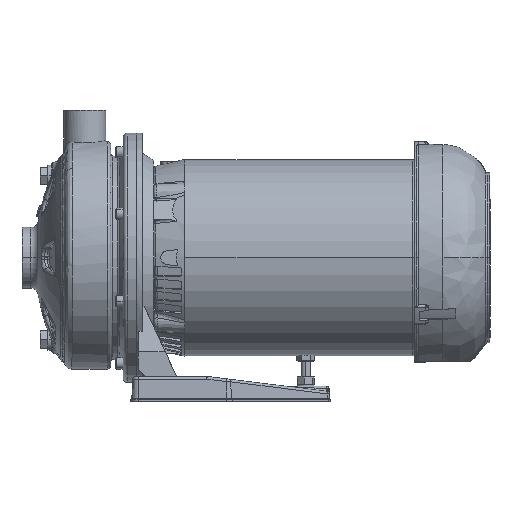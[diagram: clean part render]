
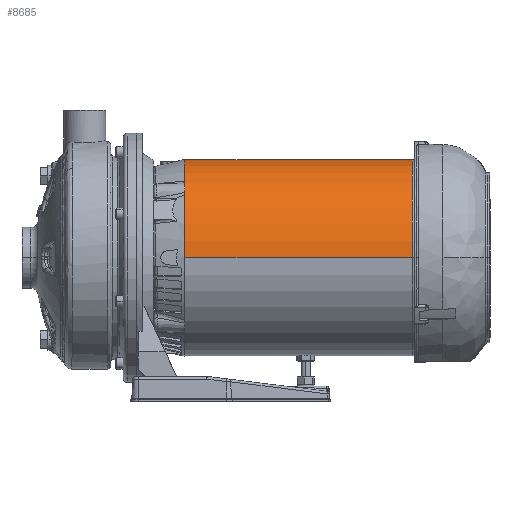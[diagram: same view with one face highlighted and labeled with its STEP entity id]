
A CAD part, top view. The second image highlights one B-rep face of the part: STEP entity #8685.
In plain terms, the highlighted cylindrical face has radius 81.875 mm (diameter 163.75 mm), a partial arc.
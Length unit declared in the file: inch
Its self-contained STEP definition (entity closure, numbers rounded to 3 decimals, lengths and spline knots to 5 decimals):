
#28 = DIRECTION ( 'NONE',  ( -1., 0., 0. ) ) ;
#3133 = DIRECTION ( 'NONE',  ( 1., 0., 0. ) ) ;
#4293 = CARTESIAN_POINT ( 'NONE',  ( -20.89508, -0.54838, 0. ) ) ;
#5922 = EDGE_LOOP ( 'NONE', ( #29406, #38438, #69007, #9997 ) ) ;
#6159 = AXIS2_PLACEMENT_3D ( 'NONE', #40832, #28, #27361 ) ;
#8685 = ADVANCED_FACE ( 'NONE', ( #38344 ), #65741, .T. ) ;
#9997 = ORIENTED_EDGE ( 'NONE', *, *, #53433, .F. ) ;
#12718 = DIRECTION ( 'NONE',  ( 1., 0., 0. ) ) ;
#22636 = EDGE_CURVE ( 'NONE', #74566, #28636, #44805, .T. ) ;
#23800 = DIRECTION ( 'NONE',  ( 1., 0., 0. ) ) ;
#26930 = VECTOR ( 'NONE', #12718, 39.37008 ) ;
#26962 = VERTEX_POINT ( 'NONE', #53835 ) ;
#27361 = DIRECTION ( 'NONE',  ( 0., 0., -1. ) ) ;
#28636 = VERTEX_POINT ( 'NONE', #86429 ) ;
#29404 = AXIS2_PLACEMENT_3D ( 'NONE', #4293, #31618, #59008 ) ;
#29406 = ORIENTED_EDGE ( 'NONE', *, *, #70097, .T. ) ;
#30469 = DIRECTION ( 'NONE',  ( 0., 0., -1. ) ) ;
#31618 = DIRECTION ( 'NONE',  ( 1., 0., 0. ) ) ;
#33474 = AXIS2_PLACEMENT_3D ( 'NONE', #64593, #3133, #30469 ) ;
#38344 = FACE_OUTER_BOUND ( 'NONE', #5922, .T. ) ;
#38438 = ORIENTED_EDGE ( 'NONE', *, *, #49915, .T. ) ;
#40832 = CARTESIAN_POINT ( 'NONE',  ( 7.92892, -0.54838, 0. ) ) ;
#44805 = CIRCLE ( 'NONE', #6159, 3.22343 ) ;
#46778 = LINE ( 'NONE', #74175, #26930 ) ;
#49915 = EDGE_CURVE ( 'NONE', #26962, #74566, #46778, .T. ) ;
#51890 = CARTESIAN_POINT ( 'NONE',  ( 7.92892, -0.54838, 3.22343 ) ) ;
#53433 = EDGE_CURVE ( 'NONE', #55673, #28636, #57926, .T. ) ;
#53835 = CARTESIAN_POINT ( 'NONE',  ( 0.4486, -0.54838, 3.22343 ) ) ;
#55478 = CARTESIAN_POINT ( 'NONE',  ( 0.4486, -0.54838, -3.22343 ) ) ;
#55673 = VERTEX_POINT ( 'NONE', #55478 ) ;
#57926 = LINE ( 'NONE', #85309, #68250 ) ;
#59008 = DIRECTION ( 'NONE',  ( 0., 0., -1. ) ) ;
#64593 = CARTESIAN_POINT ( 'NONE',  ( 0.4486, -0.54838, 0. ) ) ;
#65741 = CYLINDRICAL_SURFACE ( 'NONE', #29404, 3.22343 ) ;
#68250 = VECTOR ( 'NONE', #23800, 39.37008 ) ;
#69007 = ORIENTED_EDGE ( 'NONE', *, *, #22636, .T. ) ;
#70097 = EDGE_CURVE ( 'NONE', #55673, #26962, #72214, .T. ) ;
#72214 = CIRCLE ( 'NONE', #33474, 3.22343 ) ;
#74175 = CARTESIAN_POINT ( 'NONE',  ( -20.89508, -0.54838, 3.22343 ) ) ;
#74566 = VERTEX_POINT ( 'NONE', #51890 ) ;
#85309 = CARTESIAN_POINT ( 'NONE',  ( -20.89508, -0.54838, -3.22343 ) ) ;
#86429 = CARTESIAN_POINT ( 'NONE',  ( 7.92892, -0.54838, -3.22343 ) ) ;
